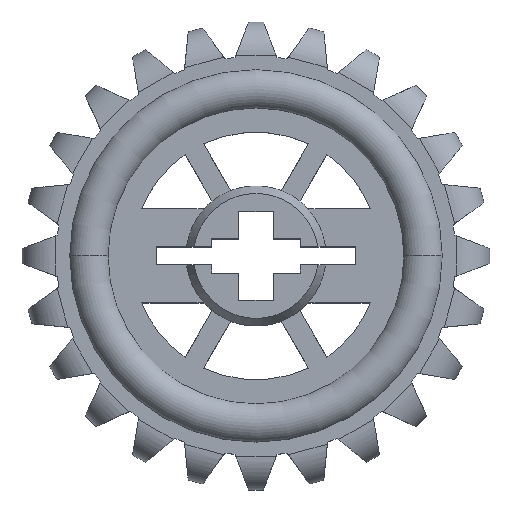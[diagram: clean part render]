
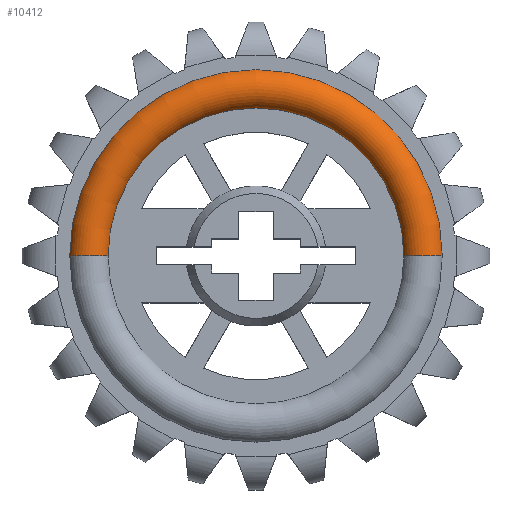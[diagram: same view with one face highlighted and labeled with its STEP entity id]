
A CAD part, top view. The second image highlights one B-rep face of the part: STEP entity #10412.
In plain terms, the highlighted toroidal (fillet/blend) face has major radius 8.934 mm and minor radius 1.104 mm.
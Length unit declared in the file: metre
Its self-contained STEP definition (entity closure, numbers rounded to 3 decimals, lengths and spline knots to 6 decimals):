
#991=CARTESIAN_POINT('',(0.,0.,0.001016));
#992=DIRECTION('',(0.,0.,-1.));
#993=DIRECTION('',(-1.,0.,0.));
#994=AXIS2_PLACEMENT_3D('',#991,#992,#993);
#1001=CARTESIAN_POINT('',(0.,0.,0.001016));
#1002=DIRECTION('',(0.,0.,-1.));
#1003=DIRECTION('',(-1.,0.,0.));
#1004=AXIS2_PLACEMENT_3D('',#1001,#1002,#1003);
#3381=CARTESIAN_POINT('',(0.008934,0.,0.000599));
#3382=DIRECTION('',(0.,-1.,0.));
#3383=DIRECTION('',(0.926,0.,0.378));
#3384=AXIS2_PLACEMENT_3D('',#3381,#3382,#3383);
#3386=CARTESIAN_POINT('',(-0.008934,0.,0.000599));
#3387=DIRECTION('',(0.,1.,0.));
#3388=DIRECTION('',(-0.926,0.,0.378));
#3389=AXIS2_PLACEMENT_3D('',#3386,#3387,#3388);
#4058=CARTESIAN_POINT('',(-0.007912,0.,0.001016));
#4059=CARTESIAN_POINT('',(0.007912,0.,0.001016));
#4060=VERTEX_POINT('',#4058);
#4061=VERTEX_POINT('',#4059);
#4062=CARTESIAN_POINT('',(-0.009957,0.,0.001016));
#4063=CARTESIAN_POINT('',(0.009957,0.,0.001016));
#4064=VERTEX_POINT('',#4062);
#4065=VERTEX_POINT('',#4063);
#10399=CARTESIAN_POINT('',(0.,0.,0.000599));
#10400=DIRECTION('',(0.,0.,-1.));
#10401=DIRECTION('',(1.,0.,0.));
#10402=AXIS2_PLACEMENT_3D('',#10399,#10400,#10401);
#10403=TOROIDAL_SURFACE('',#10402,0.008934,0.001104);
#10404=ORIENTED_EDGE('',*,*,#6094,.F.);
#10406=ORIENTED_EDGE('',*,*,#10405,.F.);
#10407=ORIENTED_EDGE('',*,*,#6082,.T.);
#10409=ORIENTED_EDGE('',*,*,#10408,.T.);
#10410=EDGE_LOOP('',(#10404,#10406,#10407,#10409));
#10411=FACE_OUTER_BOUND('',#10410,.F.);
#10412=ADVANCED_FACE('',(#10411),#10403,.T.);
#995=CIRCLE('',#994,0.007912);
#1005=CIRCLE('',#1004,0.009957);
#3385=CIRCLE('',#3384,0.001104);
#3390=CIRCLE('',#3389,0.001104);
#6082=EDGE_CURVE('',#4064,#4065,#1005,.T.);
#6094=EDGE_CURVE('',#4060,#4061,#995,.T.);
#10405=EDGE_CURVE('',#4064,#4060,#3390,.T.);
#10408=EDGE_CURVE('',#4065,#4061,#3385,.T.);
